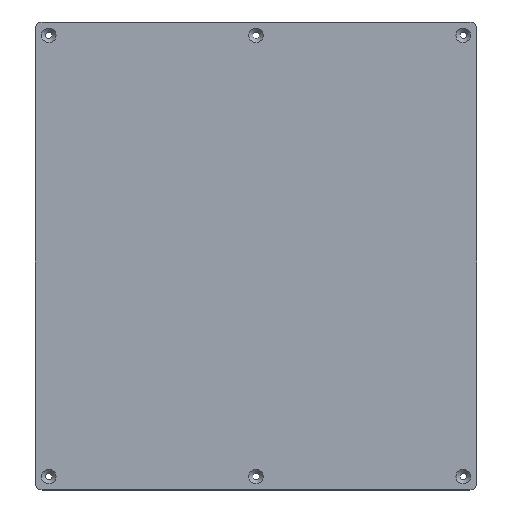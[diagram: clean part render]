
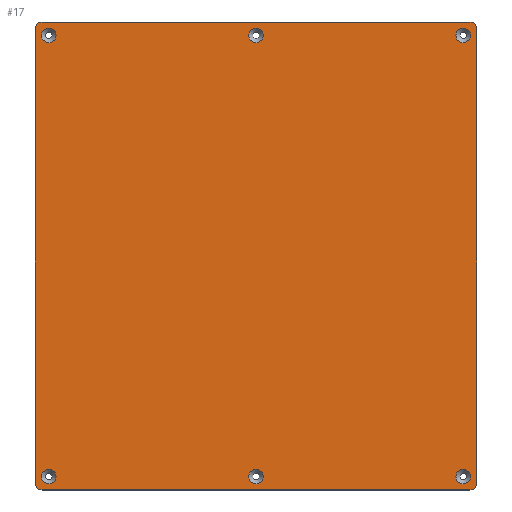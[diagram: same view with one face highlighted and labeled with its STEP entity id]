
A CAD part, top view. The second image highlights one B-rep face of the part: STEP entity #17.
In plain terms, the highlighted planar face has unit normal (0, 0, 1).
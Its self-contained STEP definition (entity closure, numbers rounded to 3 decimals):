
#17 = ADVANCED_FACE('',(#18,#29,#99,#110,#121,#132,#143),#154,.T.);
#18 = FACE_BOUND('',#19,.T.);
#19 = EDGE_LOOP('',(#20));
#20 = ORIENTED_EDGE('',*,*,#21,.F.);
#21 = EDGE_CURVE('',#22,#22,#24,.T.);
#22 = VERTEX_POINT('',#23);
#23 = CARTESIAN_POINT('',(160.45,-165.,6.));
#24 = CIRCLE('',#25,5.45);
#25 = AXIS2_PLACEMENT_3D('',#26,#27,#28);
#26 = CARTESIAN_POINT('',(155.,-165.,6.));
#27 = DIRECTION('',(0.,0.,1.));
#28 = DIRECTION('',(1.,0.,-0.));
#29 = FACE_BOUND('',#30,.T.);
#30 = EDGE_LOOP('',(#31,#41,#50,#58,#67,#75,#84,#92));
#31 = ORIENTED_EDGE('',*,*,#32,.F.);
#32 = EDGE_CURVE('',#33,#35,#37,.T.);
#33 = VERTEX_POINT('',#34);
#34 = CARTESIAN_POINT('',(-160.,175.,6.));
#35 = VERTEX_POINT('',#36);
#36 = CARTESIAN_POINT('',(160.,175.,6.));
#37 = LINE('',#38,#39);
#38 = CARTESIAN_POINT('',(-165.,175.,6.));
#39 = VECTOR('',#40,1.);
#40 = DIRECTION('',(1.,0.,0.));
#41 = ORIENTED_EDGE('',*,*,#42,.T.);
#42 = EDGE_CURVE('',#33,#43,#45,.T.);
#43 = VERTEX_POINT('',#44);
#44 = CARTESIAN_POINT('',(-165.,170.,6.));
#45 = CIRCLE('',#46,5.);
#46 = AXIS2_PLACEMENT_3D('',#47,#48,#49);
#47 = CARTESIAN_POINT('',(-160.,170.,6.));
#48 = DIRECTION('',(-0.,0.,1.));
#49 = DIRECTION('',(0.,-1.,0.));
#50 = ORIENTED_EDGE('',*,*,#51,.F.);
#51 = EDGE_CURVE('',#52,#43,#54,.T.);
#52 = VERTEX_POINT('',#53);
#53 = CARTESIAN_POINT('',(-165.,-170.,6.));
#54 = LINE('',#55,#56);
#55 = CARTESIAN_POINT('',(-165.,-175.,6.));
#56 = VECTOR('',#57,1.);
#57 = DIRECTION('',(0.,1.,0.));
#58 = ORIENTED_EDGE('',*,*,#59,.F.);
#59 = EDGE_CURVE('',#60,#52,#62,.T.);
#60 = VERTEX_POINT('',#61);
#61 = CARTESIAN_POINT('',(-160.,-175.,6.));
#62 = CIRCLE('',#63,5.);
#63 = AXIS2_PLACEMENT_3D('',#64,#65,#66);
#64 = CARTESIAN_POINT('',(-160.,-170.,6.));
#65 = DIRECTION('',(-0.,-0.,-1.));
#66 = DIRECTION('',(0.,-1.,0.));
#67 = ORIENTED_EDGE('',*,*,#68,.F.);
#68 = EDGE_CURVE('',#69,#60,#71,.T.);
#69 = VERTEX_POINT('',#70);
#70 = CARTESIAN_POINT('',(160.,-175.,6.));
#71 = LINE('',#72,#73);
#72 = CARTESIAN_POINT('',(165.,-175.,6.));
#73 = VECTOR('',#74,1.);
#74 = DIRECTION('',(-1.,0.,0.));
#75 = ORIENTED_EDGE('',*,*,#76,.F.);
#76 = EDGE_CURVE('',#77,#69,#79,.T.);
#77 = VERTEX_POINT('',#78);
#78 = CARTESIAN_POINT('',(165.,-170.,6.));
#79 = CIRCLE('',#80,5.);
#80 = AXIS2_PLACEMENT_3D('',#81,#82,#83);
#81 = CARTESIAN_POINT('',(160.,-170.,6.));
#82 = DIRECTION('',(-0.,-0.,-1.));
#83 = DIRECTION('',(0.,-1.,0.));
#84 = ORIENTED_EDGE('',*,*,#85,.F.);
#85 = EDGE_CURVE('',#86,#77,#88,.T.);
#86 = VERTEX_POINT('',#87);
#87 = CARTESIAN_POINT('',(165.,170.,6.));
#88 = LINE('',#89,#90);
#89 = CARTESIAN_POINT('',(165.,175.,6.));
#90 = VECTOR('',#91,1.);
#91 = DIRECTION('',(0.,-1.,0.));
#92 = ORIENTED_EDGE('',*,*,#93,.F.);
#93 = EDGE_CURVE('',#35,#86,#94,.T.);
#94 = CIRCLE('',#95,5.);
#95 = AXIS2_PLACEMENT_3D('',#96,#97,#98);
#96 = CARTESIAN_POINT('',(160.,170.,6.));
#97 = DIRECTION('',(-0.,-0.,-1.));
#98 = DIRECTION('',(0.,-1.,0.));
#99 = FACE_BOUND('',#100,.T.);
#100 = EDGE_LOOP('',(#101));
#101 = ORIENTED_EDGE('',*,*,#102,.F.);
#102 = EDGE_CURVE('',#103,#103,#105,.T.);
#103 = VERTEX_POINT('',#104);
#104 = CARTESIAN_POINT('',(-149.55,-165.,6.));
#105 = CIRCLE('',#106,5.45);
#106 = AXIS2_PLACEMENT_3D('',#107,#108,#109);
#107 = CARTESIAN_POINT('',(-155.,-165.,6.));
#108 = DIRECTION('',(0.,0.,1.));
#109 = DIRECTION('',(1.,0.,-0.));
#110 = FACE_BOUND('',#111,.T.);
#111 = EDGE_LOOP('',(#112));
#112 = ORIENTED_EDGE('',*,*,#113,.F.);
#113 = EDGE_CURVE('',#114,#114,#116,.T.);
#114 = VERTEX_POINT('',#115);
#115 = CARTESIAN_POINT('',(-149.55,165.,6.));
#116 = CIRCLE('',#117,5.45);
#117 = AXIS2_PLACEMENT_3D('',#118,#119,#120);
#118 = CARTESIAN_POINT('',(-155.,165.,6.));
#119 = DIRECTION('',(0.,0.,1.));
#120 = DIRECTION('',(1.,0.,-0.));
#121 = FACE_BOUND('',#122,.T.);
#122 = EDGE_LOOP('',(#123));
#123 = ORIENTED_EDGE('',*,*,#124,.F.);
#124 = EDGE_CURVE('',#125,#125,#127,.T.);
#125 = VERTEX_POINT('',#126);
#126 = CARTESIAN_POINT('',(160.45,165.,6.));
#127 = CIRCLE('',#128,5.45);
#128 = AXIS2_PLACEMENT_3D('',#129,#130,#131);
#129 = CARTESIAN_POINT('',(155.,165.,6.));
#130 = DIRECTION('',(0.,0.,1.));
#131 = DIRECTION('',(1.,0.,-0.));
#132 = FACE_BOUND('',#133,.T.);
#133 = EDGE_LOOP('',(#134));
#134 = ORIENTED_EDGE('',*,*,#135,.F.);
#135 = EDGE_CURVE('',#136,#136,#138,.T.);
#136 = VERTEX_POINT('',#137);
#137 = CARTESIAN_POINT('',(5.45,-165.,6.));
#138 = CIRCLE('',#139,5.45);
#139 = AXIS2_PLACEMENT_3D('',#140,#141,#142);
#140 = CARTESIAN_POINT('',(0.,-165.,6.));
#141 = DIRECTION('',(0.,0.,1.));
#142 = DIRECTION('',(1.,0.,-0.));
#143 = FACE_BOUND('',#144,.T.);
#144 = EDGE_LOOP('',(#145));
#145 = ORIENTED_EDGE('',*,*,#146,.F.);
#146 = EDGE_CURVE('',#147,#147,#149,.T.);
#147 = VERTEX_POINT('',#148);
#148 = CARTESIAN_POINT('',(5.45,165.,6.));
#149 = CIRCLE('',#150,5.45);
#150 = AXIS2_PLACEMENT_3D('',#151,#152,#153);
#151 = CARTESIAN_POINT('',(0.,165.,6.));
#152 = DIRECTION('',(0.,0.,1.));
#153 = DIRECTION('',(1.,0.,-0.));
#154 = PLANE('',#155);
#155 = AXIS2_PLACEMENT_3D('',#156,#157,#158);
#156 = CARTESIAN_POINT('',(0.,0.,6.));
#157 = DIRECTION('',(0.,0.,1.));
#158 = DIRECTION('',(1.,0.,0.));
